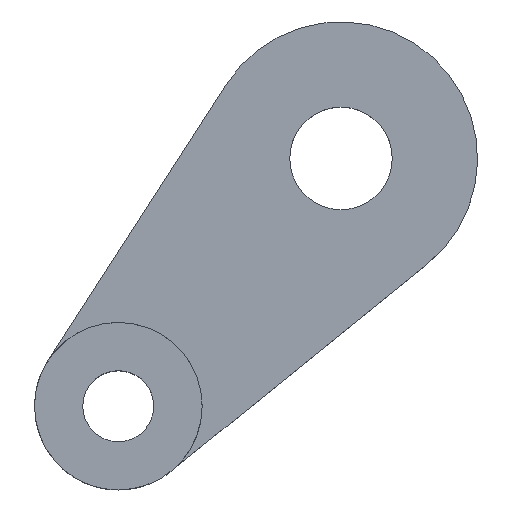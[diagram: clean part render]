
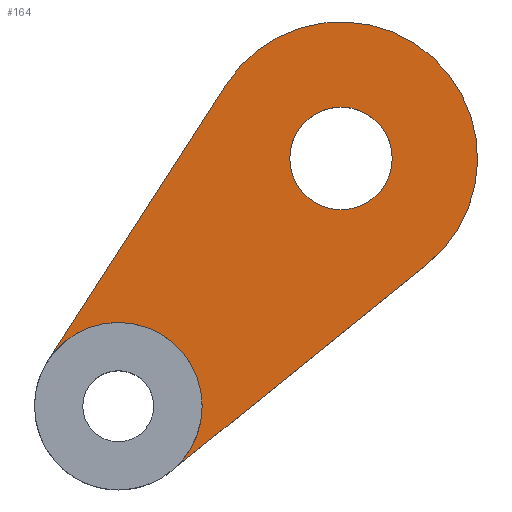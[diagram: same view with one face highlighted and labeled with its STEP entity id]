
A CAD part, top view. The second image highlights one B-rep face of the part: STEP entity #164.
In plain terms, the highlighted planar face has unit normal (0, 0, 1).
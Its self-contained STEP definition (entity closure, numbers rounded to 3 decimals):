
#17=FACE_BOUND('',#41,.T.);
#22=PLANE('',#194);
#29=FACE_OUTER_BOUND('',#40,.T.);
#40=EDGE_LOOP('',(#136,#137,#138,#139));
#41=EDGE_LOOP('',(#140));
#47=LINE('',#262,#58);
#51=LINE('',#271,#62);
#58=VECTOR('',#212,10.);
#62=VECTOR('',#218,10.);
#68=CIRCLE('',#183,1.443);
#70=CIRCLE('',#188,3.845);
#75=CIRCLE('',#195,2.36);
#78=VERTEX_POINT('',#254);
#80=VERTEX_POINT('',#260);
#81=VERTEX_POINT('',#261);
#84=VERTEX_POINT('',#269);
#85=VERTEX_POINT('',#270);
#92=EDGE_CURVE('',#78,#78,#68,.T.);
#95=EDGE_CURVE('',#80,#81,#47,.T.);
#99=EDGE_CURVE('',#84,#85,#51,.T.);
#103=EDGE_CURVE('',#85,#80,#70,.T.);
#108=EDGE_CURVE('',#84,#81,#75,.T.);
#136=ORIENTED_EDGE('',*,*,#108,.F.);
#137=ORIENTED_EDGE('',*,*,#99,.T.);
#138=ORIENTED_EDGE('',*,*,#103,.T.);
#139=ORIENTED_EDGE('',*,*,#95,.T.);
#140=ORIENTED_EDGE('',*,*,#92,.T.);
#164=ADVANCED_FACE('',(#29,#17),#22,.F.);
#183=AXIS2_PLACEMENT_3D('',#255,#205,#206);
#188=AXIS2_PLACEMENT_3D('',#278,#224,#225);
#194=AXIS2_PLACEMENT_3D('',#286,#236,#237);
#195=AXIS2_PLACEMENT_3D('',#287,#238,#239);
#205=DIRECTION('center_axis',(0.,0.,
-1.));
#206=DIRECTION('ref_axis',(-0.866,-0.5,0.));
#212=DIRECTION('',(-0.542,-0.84,0.));
#218=DIRECTION('',(0.778,0.628,0.));
#224=DIRECTION('center_axis',(0.,0.,
1.));
#225=DIRECTION('ref_axis',(-1.,-0.03,0.));
#236=DIRECTION('center_axis',(0.,0.,
-1.));
#237=DIRECTION('ref_axis',(-1.,0.,0.));
#238=DIRECTION('center_axis',(0.,0.,
1.));
#239=DIRECTION('ref_axis',(1.,0.,0.));
#254=CARTESIAN_POINT('',(16.909,41.725,-13.478));
#255=CARTESIAN_POINT('Origin',(15.659,41.003,-13.478));
#260=CARTESIAN_POINT('',(12.428,43.088,-13.478));
#261=CARTESIAN_POINT('',(7.406,35.304,-13.478));
#262=CARTESIAN_POINT('',(8.94,37.681,-13.478));
#269=CARTESIAN_POINT('',(10.98,32.282,-13.478));
#270=CARTESIAN_POINT('',(18.075,38.012,-13.478));
#271=CARTESIAN_POINT('',(16.68,36.885,-13.478));
#278=CARTESIAN_POINT('Origin',(15.659,41.003,-13.478));
#286=CARTESIAN_POINT('Origin',(13.267,38.256,-13.478));
#287=CARTESIAN_POINT('Origin',(9.388,34.024,-13.478));
